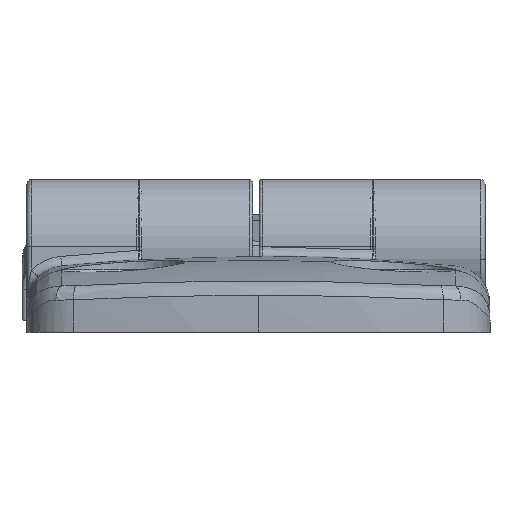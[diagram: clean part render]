
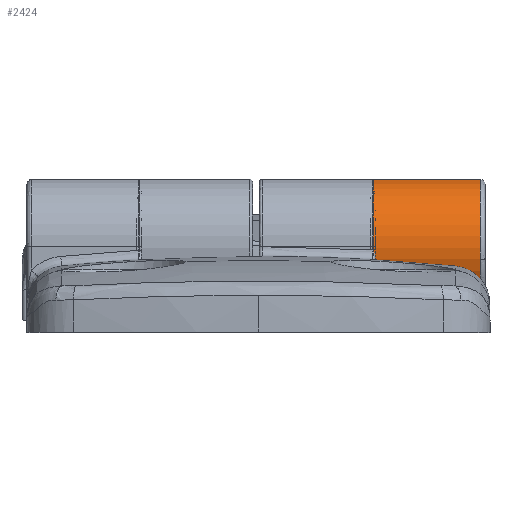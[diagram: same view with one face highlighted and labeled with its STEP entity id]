
A CAD part, top view. The second image highlights one B-rep face of the part: STEP entity #2424.
In plain terms, the highlighted cylindrical face has radius 7 mm (diameter 14 mm), a partial arc.
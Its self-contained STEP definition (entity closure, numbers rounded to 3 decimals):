
#68 = DIRECTION ( 'NONE',  ( -1., 0., 0. ) ) ;
#199 = CARTESIAN_POINT ( 'NONE',  ( 24., 8.9, 0. ) ) ;
#403 = CARTESIAN_POINT ( 'NONE',  ( 24., 8.9, -7. ) ) ;
#563 = AXIS2_PLACEMENT_3D ( 'NONE', #8558, #68, #3891 ) ;
#642 = CIRCLE ( 'NONE', #563, 7. ) ;
#683 = CARTESIAN_POINT ( 'NONE',  ( 24., 2.838, 3.5 ) ) ;
#1407 = DIRECTION ( 'NONE',  ( 0., 0., -1. ) ) ;
#1433 = DIRECTION ( 'NONE',  ( -1., 0., 0. ) ) ;
#1443 = AXIS2_PLACEMENT_3D ( 'NONE', #6153, #9908, #1407 ) ;
#2011 = CYLINDRICAL_SURFACE ( 'NONE', #5415, 7. ) ;
#2228 = ORIENTED_EDGE ( 'NONE', *, *, #2882, .F. ) ;
#2424 = ADVANCED_FACE ( 'NONE', ( #10491 ), #2011, .T. ) ;
#2524 = ORIENTED_EDGE ( 'NONE', *, *, #10621, .T. ) ;
#2853 = VERTEX_POINT ( 'NONE', #4172 ) ;
#2882 = EDGE_CURVE ( 'NONE', #3420, #9758, #10534, .T. ) ;
#3295 = VERTEX_POINT ( 'NONE', #6416 ) ;
#3420 = VERTEX_POINT ( 'NONE', #4755 ) ;
#3787 = EDGE_LOOP ( 'NONE', ( #2228, #11691, #9643, #10139, #2524 ) ) ;
#3829 = AXIS2_PLACEMENT_3D ( 'NONE', #9931, #1433, #5250 ) ;
#3891 = DIRECTION ( 'NONE',  ( 0., 0., -1. ) ) ;
#3970 = VERTEX_POINT ( 'NONE', #5781 ) ;
#4033 = DIRECTION ( 'NONE',  ( 1., 0., 0. ) ) ;
#4172 = CARTESIAN_POINT ( 'NONE',  ( 23.5, 8.9, -7. ) ) ;
#4245 = DIRECTION ( 'NONE',  ( -1., 0., 0. ) ) ;
#4520 = DIRECTION ( 'NONE',  ( 1., 0., 0. ) ) ;
#4755 = CARTESIAN_POINT ( 'NONE',  ( 12.4, 2.838, 3.5 ) ) ;
#5250 = DIRECTION ( 'NONE',  ( 0., 0., -1. ) ) ;
#5415 = AXIS2_PLACEMENT_3D ( 'NONE', #199, #4033, #7771 ) ;
#5781 = CARTESIAN_POINT ( 'NONE',  ( 23.5, 2.838, 3.5 ) ) ;
#6153 = CARTESIAN_POINT ( 'NONE',  ( 12.4, 8.9, 0. ) ) ;
#6347 = EDGE_CURVE ( 'NONE', #3420, #3970, #6369, .T. ) ;
#6369 = LINE ( 'NONE', #683, #10410 ) ;
#6416 = CARTESIAN_POINT ( 'NONE',  ( 23.5, 8.9, 7. ) ) ;
#7771 = DIRECTION ( 'NONE',  ( 0., 0., -1. ) ) ;
#8558 = CARTESIAN_POINT ( 'NONE',  ( 23.5, 8.9, 0. ) ) ;
#8900 = LINE ( 'NONE', #403, #9321 ) ;
#9128 = CIRCLE ( 'NONE', #3829, 7. ) ;
#9275 = EDGE_CURVE ( 'NONE', #3970, #3295, #642, .T. ) ;
#9321 = VECTOR ( 'NONE', #4245, 1000. ) ;
#9643 = ORIENTED_EDGE ( 'NONE', *, *, #9275, .T. ) ;
#9758 = VERTEX_POINT ( 'NONE', #10878 ) ;
#9908 = DIRECTION ( 'NONE',  ( -1., 0., 0. ) ) ;
#9931 = CARTESIAN_POINT ( 'NONE',  ( 23.5, 8.9, 0. ) ) ;
#10139 = ORIENTED_EDGE ( 'NONE', *, *, #11061, .T. ) ;
#10410 = VECTOR ( 'NONE', #4520, 1000. ) ;
#10491 = FACE_OUTER_BOUND ( 'NONE', #3787, .T. ) ;
#10534 = CIRCLE ( 'NONE', #1443, 7. ) ;
#10621 = EDGE_CURVE ( 'NONE', #2853, #9758, #8900, .T. ) ;
#10878 = CARTESIAN_POINT ( 'NONE',  ( 12.4, 8.9, -7. ) ) ;
#11061 = EDGE_CURVE ( 'NONE', #3295, #2853, #9128, .T. ) ;
#11691 = ORIENTED_EDGE ( 'NONE', *, *, #6347, .T. ) ;
